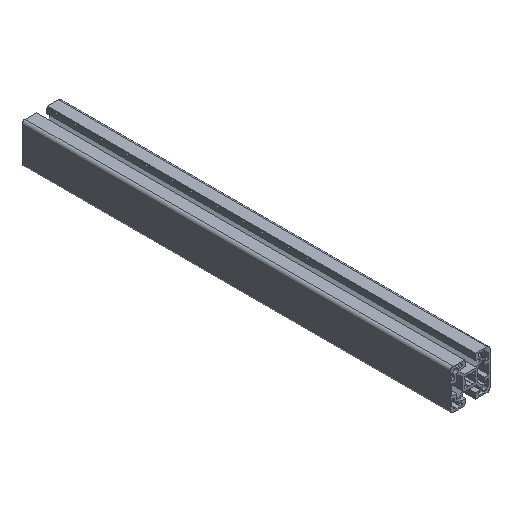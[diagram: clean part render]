
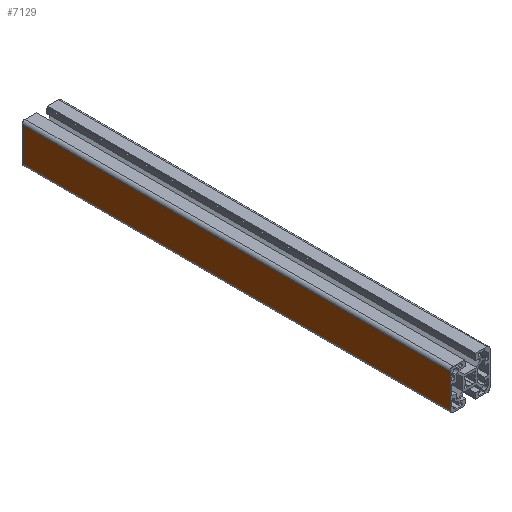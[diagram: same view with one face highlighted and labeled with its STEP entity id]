
A CAD part, isometric view. The second image highlights one B-rep face of the part: STEP entity #7129.
In plain terms, the highlighted planar face has unit normal (-1, 0, 0).
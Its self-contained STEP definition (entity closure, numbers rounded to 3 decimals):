
#56 = PLANE('',#57);
#57 = AXIS2_PLACEMENT_3D('',#58,#59,#60);
#58 = CARTESIAN_POINT('',(0.,0.,32.));
#59 = DIRECTION('',(0.,0.,1.));
#60 = DIRECTION('',(1.,0.,-0.));
#113 = PLANE('',#114);
#114 = AXIS2_PLACEMENT_3D('',#115,#116,#117);
#115 = CARTESIAN_POINT('',(17.,-17.,462.));
#116 = DIRECTION('',(0.,0.,1.));
#117 = DIRECTION('',(1.,0.,-0.));
#719 = VERTEX_POINT('',#720);
#720 = CARTESIAN_POINT('',(-20.,17.,32.));
#735 = CYLINDRICAL_SURFACE('',#736,3.);
#736 = AXIS2_PLACEMENT_3D('',#737,#738,#739);
#737 = CARTESIAN_POINT('',(-17.,17.,-68.));
#738 = DIRECTION('',(0.,0.,1.));
#739 = DIRECTION('',(1.,0.,-0.));
#747 = EDGE_CURVE('',#748,#719,#750,.T.);
#748 = VERTEX_POINT('',#749);
#749 = CARTESIAN_POINT('',(-20.,-17.,32.));
#750 = SURFACE_CURVE('',#751,(#755,#762),.PCURVE_S1.);
#751 = LINE('',#752,#753);
#752 = CARTESIAN_POINT('',(-20.,8.5,32.));
#753 = VECTOR('',#754,1.);
#754 = DIRECTION('',(0.,1.,-0.));
#755 = PCURVE('',#56,#756);
#756 = DEFINITIONAL_REPRESENTATION('',(#757),#761);
#757 = LINE('',#758,#759);
#758 = CARTESIAN_POINT('',(-20.,8.5));
#759 = VECTOR('',#760,1.);
#760 = DIRECTION('',(0.,1.));
#761 = ( GEOMETRIC_REPRESENTATION_CONTEXT(2) 
PARAMETRIC_REPRESENTATION_CONTEXT() REPRESENTATION_CONTEXT('2D SPACE',''
  ) );
#762 = PCURVE('',#763,#768);
#763 = PLANE('',#764);
#764 = AXIS2_PLACEMENT_3D('',#765,#766,#767);
#765 = CARTESIAN_POINT('',(-20.,17.,-68.));
#766 = DIRECTION('',(-1.,0.,0.));
#767 = DIRECTION('',(0.,-1.,0.));
#768 = DEFINITIONAL_REPRESENTATION('',(#769),#773);
#769 = LINE('',#770,#771);
#770 = CARTESIAN_POINT('',(8.5,100.));
#771 = VECTOR('',#772,1.);
#772 = DIRECTION('',(-1.,0.));
#773 = ( GEOMETRIC_REPRESENTATION_CONTEXT(2) 
PARAMETRIC_REPRESENTATION_CONTEXT() REPRESENTATION_CONTEXT('2D SPACE',''
  ) );
#792 = CYLINDRICAL_SURFACE('',#793,3.);
#793 = AXIS2_PLACEMENT_3D('',#794,#795,#796);
#794 = CARTESIAN_POINT('',(-17.,-17.,-68.));
#795 = DIRECTION('',(0.,0.,1.));
#796 = DIRECTION('',(1.,0.,-0.));
#4229 = VERTEX_POINT('',#4230);
#4230 = CARTESIAN_POINT('',(-20.,17.,462.));
#4252 = EDGE_CURVE('',#4229,#4253,#4255,.T.);
#4253 = VERTEX_POINT('',#4254);
#4254 = CARTESIAN_POINT('',(-20.,-17.,462.));
#4255 = SURFACE_CURVE('',#4256,(#4260,#4267),.PCURVE_S1.);
#4256 = LINE('',#4257,#4258);
#4257 = CARTESIAN_POINT('',(-20.,17.,462.));
#4258 = VECTOR('',#4259,1.);
#4259 = DIRECTION('',(0.,-1.,0.));
#4260 = PCURVE('',#113,#4261);
#4261 = DEFINITIONAL_REPRESENTATION('',(#4262),#4266);
#4262 = LINE('',#4263,#4264);
#4263 = CARTESIAN_POINT('',(-37.,34.));
#4264 = VECTOR('',#4265,1.);
#4265 = DIRECTION('',(0.,-1.));
#4266 = ( GEOMETRIC_REPRESENTATION_CONTEXT(2) 
PARAMETRIC_REPRESENTATION_CONTEXT() REPRESENTATION_CONTEXT('2D SPACE',''
  ) );
#4267 = PCURVE('',#763,#4268);
#4268 = DEFINITIONAL_REPRESENTATION('',(#4269),#4273);
#4269 = LINE('',#4270,#4271);
#4270 = CARTESIAN_POINT('',(0.,530.));
#4271 = VECTOR('',#4272,1.);
#4272 = DIRECTION('',(1.,0.));
#4273 = ( GEOMETRIC_REPRESENTATION_CONTEXT(2) 
PARAMETRIC_REPRESENTATION_CONTEXT() REPRESENTATION_CONTEXT('2D SPACE',''
  ) );
#7107 = EDGE_CURVE('',#748,#4253,#7108,.T.);
#7108 = SURFACE_CURVE('',#7109,(#7113,#7120),.PCURVE_S1.);
#7109 = LINE('',#7110,#7111);
#7110 = CARTESIAN_POINT('',(-20.,-17.,-68.));
#7111 = VECTOR('',#7112,1.);
#7112 = DIRECTION('',(0.,0.,1.));
#7113 = PCURVE('',#792,#7114);
#7114 = DEFINITIONAL_REPRESENTATION('',(#7115),#7119);
#7115 = LINE('',#7116,#7117);
#7116 = CARTESIAN_POINT('',(3.142,0.));
#7117 = VECTOR('',#7118,1.);
#7118 = DIRECTION('',(0.,1.));
#7119 = ( GEOMETRIC_REPRESENTATION_CONTEXT(2) 
PARAMETRIC_REPRESENTATION_CONTEXT() REPRESENTATION_CONTEXT('2D SPACE',''
  ) );
#7120 = PCURVE('',#763,#7121);
#7121 = DEFINITIONAL_REPRESENTATION('',(#7122),#7126);
#7122 = LINE('',#7123,#7124);
#7123 = CARTESIAN_POINT('',(34.,0.));
#7124 = VECTOR('',#7125,1.);
#7125 = DIRECTION('',(0.,1.));
#7126 = ( GEOMETRIC_REPRESENTATION_CONTEXT(2) 
PARAMETRIC_REPRESENTATION_CONTEXT() REPRESENTATION_CONTEXT('2D SPACE',''
  ) );
#7129 = ADVANCED_FACE('',(#7130),#763,.T.);
#7130 = FACE_BOUND('',#7131,.T.);
#7131 = EDGE_LOOP('',(#7132,#7133,#7154,#7155));
#7132 = ORIENTED_EDGE('',*,*,#4252,.F.);
#7133 = ORIENTED_EDGE('',*,*,#7134,.F.);
#7134 = EDGE_CURVE('',#719,#4229,#7135,.T.);
#7135 = SURFACE_CURVE('',#7136,(#7140,#7147),.PCURVE_S1.);
#7136 = LINE('',#7137,#7138);
#7137 = CARTESIAN_POINT('',(-20.,17.,-68.));
#7138 = VECTOR('',#7139,1.);
#7139 = DIRECTION('',(0.,0.,1.));
#7140 = PCURVE('',#763,#7141);
#7141 = DEFINITIONAL_REPRESENTATION('',(#7142),#7146);
#7142 = LINE('',#7143,#7144);
#7143 = CARTESIAN_POINT('',(0.,0.));
#7144 = VECTOR('',#7145,1.);
#7145 = DIRECTION('',(0.,1.));
#7146 = ( GEOMETRIC_REPRESENTATION_CONTEXT(2) 
PARAMETRIC_REPRESENTATION_CONTEXT() REPRESENTATION_CONTEXT('2D SPACE',''
  ) );
#7147 = PCURVE('',#735,#7148);
#7148 = DEFINITIONAL_REPRESENTATION('',(#7149),#7153);
#7149 = LINE('',#7150,#7151);
#7150 = CARTESIAN_POINT('',(3.142,0.));
#7151 = VECTOR('',#7152,1.);
#7152 = DIRECTION('',(0.,1.));
#7153 = ( GEOMETRIC_REPRESENTATION_CONTEXT(2) 
PARAMETRIC_REPRESENTATION_CONTEXT() REPRESENTATION_CONTEXT('2D SPACE',''
  ) );
#7154 = ORIENTED_EDGE('',*,*,#747,.F.);
#7155 = ORIENTED_EDGE('',*,*,#7107,.T.);
